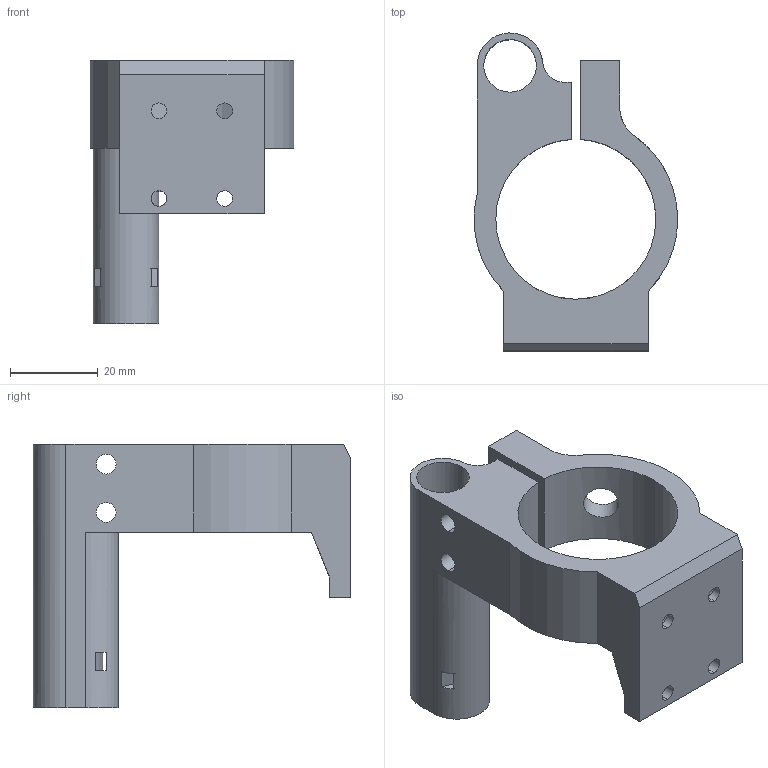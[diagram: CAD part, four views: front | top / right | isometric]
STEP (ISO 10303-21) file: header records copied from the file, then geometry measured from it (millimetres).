
FILE_DESCRIPTION (( 'STEP AP214' ), '1' );
FILE_NAME ('M2 Extruder Motor Mount_revb.STEP', '2013-06-22T22:21:45', ( '' ), ( '' ), 'SwSTEP 2.0', 'SolidWorks 2012', '' );
FILE_SCHEMA (( 'AUTOMOTIVE_DESIGN' ));
Length unit declared in the file: millimetre
Products named in the file (1): M2 Extruder Motor Mount_revb
Bounding box: 46.42 x 72.5 x 60 mm (x, y, z)
Volume: 32980.9 mm3; surface area: 16482.5 mm2
Topology: 1 solids, 1 shells, 77 faces, 224 edges, 148 vertices
Faces by surface type: plane 39, cylinder 38
Entity records: 2944 total; most frequent: CARTESIAN_POINT 799, ORIENTED_EDGE 448, DIRECTION 437, EDGE_CURVE 224, AXIS2_PLACEMENT_3D 154, VERTEX_POINT 148, LINE 129, VECTOR 129
